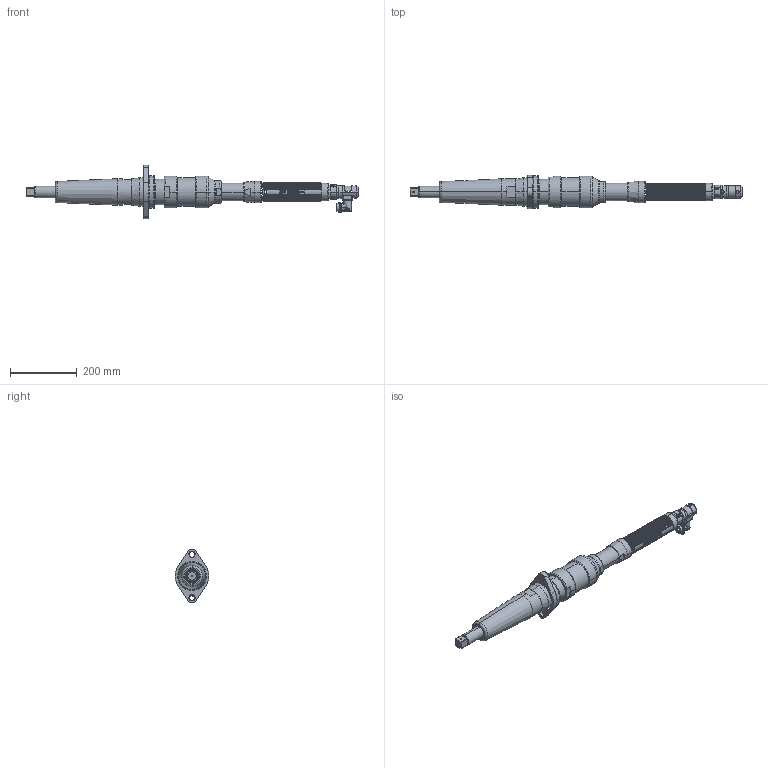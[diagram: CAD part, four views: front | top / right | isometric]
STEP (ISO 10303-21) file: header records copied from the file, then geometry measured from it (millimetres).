
FILE_DESCRIPTION((''),'2;1');
FILE_NAME('EB55MB5F2-1100R','2018-02-23T',('CEG0317'),(''),'PRO/ENGINEER BY PARAMETRIC TECHNOLOGY CORPORATION, 2010430','PRO/ENGINEER BY PARAMETRIC TECHNOLOGY CORPORATION, 2010430','');
FILE_SCHEMA(('CONFIG_CONTROL_DESIGN'));
Length unit declared in the file: inch
Products named in the file (1): EB55MB5F2-1100R
Bounding box: 995.26 x 101.25 x 160.35 mm (x, y, z)
Surface area: 235395.7 mm2 (no closed solid volume)
Topology: 0 solids, 83 shells, 1070 faces, 3851 edges, 2823 vertices
Faces by surface type: plane 753, cylinder 229, cone 38, torus 29, extrusion 12, bspline 9
Entity records: 45428 total; most frequent: CARTESIAN_POINT 14350, DIRECTION 5983, ORIENTED_EDGE 5609, EDGE_CURVE 3851, VERTEX_POINT 2823, VECTOR 2809, LINE 2797, AXIS2_PLACEMENT_3D 1587
